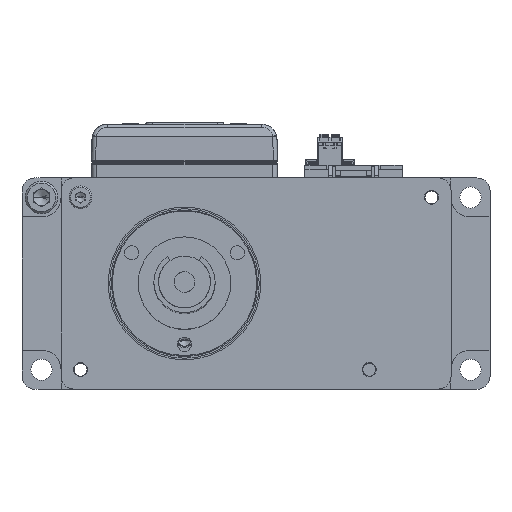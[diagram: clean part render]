
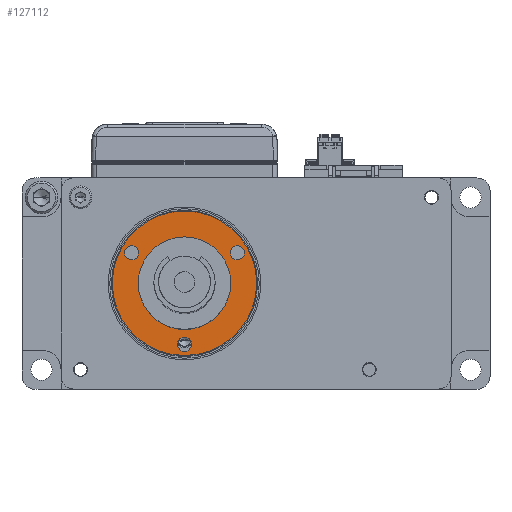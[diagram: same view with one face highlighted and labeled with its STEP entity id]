
A CAD part, top view. The second image highlights one B-rep face of the part: STEP entity #127112.
In plain terms, the highlighted face is planar.
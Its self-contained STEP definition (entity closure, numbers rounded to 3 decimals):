
#7052 = DIRECTION ( 'NONE',  ( 0., 0., 1. ) ) ;
#10186 = AXIS2_PLACEMENT_3D ( 'NONE', #46367, #47080, #101555 ) ;
#10511 = EDGE_LOOP ( 'NONE', ( #11905, #36436 ) ) ;
#11905 = ORIENTED_EDGE ( 'NONE', *, *, #112121, .T. ) ;
#12221 = CARTESIAN_POINT ( 'NONE',  ( 0., 0., 66.04 ) ) ;
#12321 = ORIENTED_EDGE ( 'NONE', *, *, #140088, .T. ) ;
#12929 = DIRECTION ( 'NONE',  ( 0., 0., -1. ) ) ;
#17095 = DIRECTION ( 'NONE',  ( -1., 0., 0. ) ) ;
#17300 = CARTESIAN_POINT ( 'NONE',  ( 14.224, 0., 66.04 ) ) ;
#17834 = AXIS2_PLACEMENT_3D ( 'NONE', #135010, #81333, #25467 ) ;
#18761 = AXIS2_PLACEMENT_3D ( 'NONE', #114131, #91259, #81189 ) ;
#20609 = CIRCLE ( 'NONE', #64034, 22.225 ) ;
#22864 = CIRCLE ( 'NONE', #57223, 2.197 ) ;
#25435 = EDGE_CURVE ( 'NONE', #93602, #123958, #111520, .T. ) ;
#25467 = DIRECTION ( 'NONE',  ( 1., 0., 0. ) ) ;
#25653 = EDGE_LOOP ( 'NONE', ( #130161, #53080 ) ) ;
#32033 = CARTESIAN_POINT ( 'NONE',  ( 0., 0., 66.04 ) ) ;
#32648 = EDGE_CURVE ( 'NONE', #89308, #124537, #33751, .T. ) ;
#33751 = CIRCLE ( 'NONE', #17834, 14.224 ) ;
#36436 = ORIENTED_EDGE ( 'NONE', *, *, #76013, .T. ) ;
#38495 = CIRCLE ( 'NONE', #114064, 2.197 ) ;
#44317 = CARTESIAN_POINT ( 'NONE',  ( -2.197, -18.796, 66.04 ) ) ;
#44344 = VERTEX_POINT ( 'NONE', #75762 ) ;
#45775 = DIRECTION ( 'NONE',  ( 0., 0., 1. ) ) ;
#46367 = CARTESIAN_POINT ( 'NONE',  ( 0., 0., 66.04 ) ) ;
#46566 = DIRECTION ( 'NONE',  ( -1., 0., 0. ) ) ;
#47080 = DIRECTION ( 'NONE',  ( 0., 0., -1. ) ) ;
#47625 = CARTESIAN_POINT ( 'NONE',  ( 22.225, 0., 66.04 ) ) ;
#51383 = CARTESIAN_POINT ( 'NONE',  ( 0., 0., 66.04 ) ) ;
#53080 = ORIENTED_EDGE ( 'NONE', *, *, #83304, .F. ) ;
#53683 = ORIENTED_EDGE ( 'NONE', *, *, #84028, .T. ) ;
#55911 = PLANE ( 'NONE',  #137431 ) ;
#57223 = AXIS2_PLACEMENT_3D ( 'NONE', #88806, #45775, #78720 ) ;
#57324 = CARTESIAN_POINT ( 'NONE',  ( 16.278, 9.398, 66.04 ) ) ;
#58155 = CIRCLE ( 'NONE', #69572, 22.225 ) ;
#60657 = CARTESIAN_POINT ( 'NONE',  ( -18.475, 9.398, 66.04 ) ) ;
#64034 = AXIS2_PLACEMENT_3D ( 'NONE', #51383, #95120, #116542 ) ;
#67791 = ORIENTED_EDGE ( 'NONE', *, *, #99433, .T. ) ;
#69572 = AXIS2_PLACEMENT_3D ( 'NONE', #32033, #85080, #128723 ) ;
#74568 = VERTEX_POINT ( 'NONE', #108337 ) ;
#74906 = AXIS2_PLACEMENT_3D ( 'NONE', #102471, #136731, #92454 ) ;
#75762 = CARTESIAN_POINT ( 'NONE',  ( 14.081, 9.398, 66.04 ) ) ;
#76013 = EDGE_CURVE ( 'NONE', #106799, #114189, #22864, .T. ) ;
#76571 = AXIS2_PLACEMENT_3D ( 'NONE', #57324, #90306, #46566 ) ;
#77396 = FACE_BOUND ( 'NONE', #98326, .T. ) ;
#78720 = DIRECTION ( 'NONE',  ( -1., 0., 0. ) ) ;
#79537 = FACE_BOUND ( 'NONE', #25653, .T. ) ;
#80524 = CIRCLE ( 'NONE', #98847, 2.197 ) ;
#81015 = CIRCLE ( 'NONE', #10186, 14.224 ) ;
#81189 = DIRECTION ( 'NONE',  ( -1., 0., 0. ) ) ;
#81333 = DIRECTION ( 'NONE',  ( 0., 0., -1. ) ) ;
#83304 = EDGE_CURVE ( 'NONE', #124537, #89308, #81015, .T. ) ;
#83410 = CARTESIAN_POINT ( 'NONE',  ( -14.224, 0., 66.04 ) ) ;
#84028 = EDGE_CURVE ( 'NONE', #108379, #44344, #113221, .T. ) ;
#85080 = DIRECTION ( 'NONE',  ( 0., 0., -1. ) ) ;
#85780 = CARTESIAN_POINT ( 'NONE',  ( 2.197, -18.796, 66.04 ) ) ;
#88188 = VERTEX_POINT ( 'NONE', #47625 ) ;
#88806 = CARTESIAN_POINT ( 'NONE',  ( 0., -18.796, 66.04 ) ) ;
#89308 = VERTEX_POINT ( 'NONE', #17300 ) ;
#89521 = CARTESIAN_POINT ( 'NONE',  ( 18.475, 9.398, 66.04 ) ) ;
#90306 = DIRECTION ( 'NONE',  ( 0., 0., 1. ) ) ;
#91259 = DIRECTION ( 'NONE',  ( 0., 0., 1. ) ) ;
#91302 = ORIENTED_EDGE ( 'NONE', *, *, #25435, .T. ) ;
#92454 = DIRECTION ( 'NONE',  ( -1., 0., 0. ) ) ;
#93602 = VERTEX_POINT ( 'NONE', #105355 ) ;
#94097 = EDGE_CURVE ( 'NONE', #74568, #88188, #58155, .T. ) ;
#95120 = DIRECTION ( 'NONE',  ( 0., 0., -1. ) ) ;
#95190 = CARTESIAN_POINT ( 'NONE',  ( 0., -18.796, 66.04 ) ) ;
#97886 = DIRECTION ( 'NONE',  ( 0., 0., 1. ) ) ;
#98326 = EDGE_LOOP ( 'NONE', ( #12321, #53683 ) ) ;
#98847 = AXIS2_PLACEMENT_3D ( 'NONE', #119318, #97886, #141424 ) ;
#99433 = EDGE_CURVE ( 'NONE', #123958, #93602, #80524, .T. ) ;
#100362 = DIRECTION ( 'NONE',  ( 0., -1., 0. ) ) ;
#101555 = DIRECTION ( 'NONE',  ( 1., 0., 0. ) ) ;
#102471 = CARTESIAN_POINT ( 'NONE',  ( -16.278, 9.398, 66.04 ) ) ;
#105355 = CARTESIAN_POINT ( 'NONE',  ( -14.081, 9.398, 66.04 ) ) ;
#106799 = VERTEX_POINT ( 'NONE', #85780 ) ;
#108337 = CARTESIAN_POINT ( 'NONE',  ( -22.225, 0., 66.04 ) ) ;
#108379 = VERTEX_POINT ( 'NONE', #89521 ) ;
#111520 = CIRCLE ( 'NONE', #74906, 2.197 ) ;
#111773 = FACE_BOUND ( 'NONE', #10511, .T. ) ;
#112121 = EDGE_CURVE ( 'NONE', #114189, #106799, #38495, .T. ) ;
#113086 = EDGE_CURVE ( 'NONE', #88188, #74568, #20609, .T. ) ;
#113221 = CIRCLE ( 'NONE', #76571, 2.197 ) ;
#114064 = AXIS2_PLACEMENT_3D ( 'NONE', #95190, #7052, #17095 ) ;
#114131 = CARTESIAN_POINT ( 'NONE',  ( 16.278, 9.398, 66.04 ) ) ;
#114189 = VERTEX_POINT ( 'NONE', #44317 ) ;
#116542 = DIRECTION ( 'NONE',  ( -1., 0., 0. ) ) ;
#116919 = ORIENTED_EDGE ( 'NONE', *, *, #113086, .T. ) ;
#119318 = CARTESIAN_POINT ( 'NONE',  ( -16.278, 9.398, 66.04 ) ) ;
#122710 = EDGE_LOOP ( 'NONE', ( #67791, #91302 ) ) ;
#123181 = FACE_BOUND ( 'NONE', #122710, .T. ) ;
#123958 = VERTEX_POINT ( 'NONE', #60657 ) ;
#124537 = VERTEX_POINT ( 'NONE', #83410 ) ;
#125737 = ORIENTED_EDGE ( 'NONE', *, *, #94097, .T. ) ;
#127112 = ADVANCED_FACE ( 'NONE', ( #79537, #123181, #77396, #111773, #133200 ), #55911, .T. ) ;
#128723 = DIRECTION ( 'NONE',  ( -1., 0., 0. ) ) ;
#130161 = ORIENTED_EDGE ( 'NONE', *, *, #32648, .F. ) ;
#131639 = EDGE_LOOP ( 'NONE', ( #125737, #116919 ) ) ;
#132981 = CIRCLE ( 'NONE', #18761, 2.197 ) ;
#133200 = FACE_OUTER_BOUND ( 'NONE', #131639, .T. ) ;
#135010 = CARTESIAN_POINT ( 'NONE',  ( 0., 0., 66.04 ) ) ;
#136731 = DIRECTION ( 'NONE',  ( 0., 0., 1. ) ) ;
#137431 = AXIS2_PLACEMENT_3D ( 'NONE', #12221, #12929, #100362 ) ;
#140088 = EDGE_CURVE ( 'NONE', #44344, #108379, #132981, .T. ) ;
#141424 = DIRECTION ( 'NONE',  ( -1., 0., 0. ) ) ;
